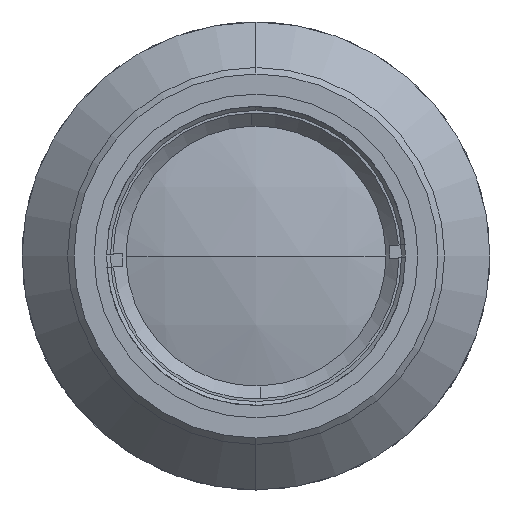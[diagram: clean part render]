
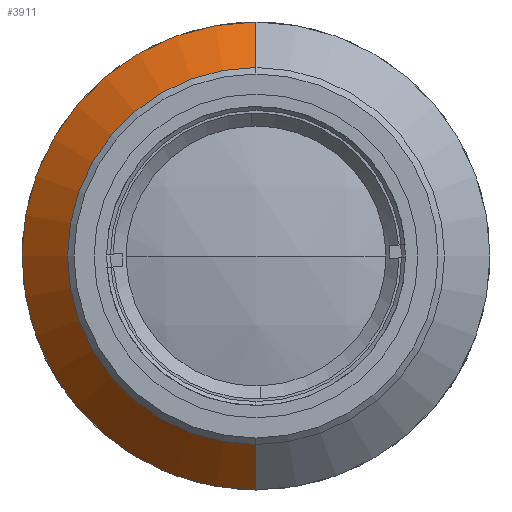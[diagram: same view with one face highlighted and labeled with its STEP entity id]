
A CAD part, left-side view. The second image highlights one B-rep face of the part: STEP entity #3911.
In plain terms, the highlighted conical face has half-angle 45 degrees and reference radius 18 mm.
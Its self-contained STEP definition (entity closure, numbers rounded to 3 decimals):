
#169 = EDGE_CURVE ( 'NONE', #960, #3683, #4805, .T. ) ;
#219 = DIRECTION ( 'NONE',  ( 0., 0., -1. ) ) ;
#281 = CARTESIAN_POINT ( 'NONE',  ( 23.499, 0., -18. ) ) ;
#370 = VERTEX_POINT ( 'NONE', #3257 ) ;
#393 = VERTEX_POINT ( 'NONE', #2415 ) ;
#648 = ORIENTED_EDGE ( 'NONE', *, *, #1191, .F. ) ;
#895 = FACE_OUTER_BOUND ( 'NONE', #1340, .T. ) ;
#960 = VERTEX_POINT ( 'NONE', #2301 ) ;
#1191 = EDGE_CURVE ( 'NONE', #393, #960, #2006, .T. ) ;
#1340 = EDGE_LOOP ( 'NONE', ( #648, #4568, #4587, #3240 ) ) ;
#1400 = DIRECTION ( 'NONE',  ( 0.707, 0., -0.707 ) ) ;
#1444 = DIRECTION ( 'NONE',  ( 0.707, 0., 0.707 ) ) ;
#1580 = AXIS2_PLACEMENT_3D ( 'NONE', #2736, #1987, #3509 ) ;
#1751 = CONICAL_SURFACE ( 'NONE', #1916, 18., 0.785 ) ;
#1762 = DIRECTION ( 'NONE',  ( 1., 0., 0. ) ) ;
#1824 = CARTESIAN_POINT ( 'NONE',  ( 19.999, 0., 0. ) ) ;
#1916 = AXIS2_PLACEMENT_3D ( 'NONE', #2486, #1762, #219 ) ;
#1987 = DIRECTION ( 'NONE',  ( -1., 0., 0. ) ) ;
#2006 = CIRCLE ( 'NONE', #2476, 14.5 ) ;
#2193 = CARTESIAN_POINT ( 'NONE',  ( 23.499, 0., -18. ) ) ;
#2196 = DIRECTION ( 'NONE',  ( -1., 0., 0. ) ) ;
#2301 = CARTESIAN_POINT ( 'NONE',  ( 19.999, 0., -14.5 ) ) ;
#2415 = CARTESIAN_POINT ( 'NONE',  ( 19.999, 0., 14.5 ) ) ;
#2476 = AXIS2_PLACEMENT_3D ( 'NONE', #1824, #2196, #2974 ) ;
#2486 = CARTESIAN_POINT ( 'NONE',  ( 23.499, 0., 0. ) ) ;
#2614 = EDGE_CURVE ( 'NONE', #393, #370, #3392, .T. ) ;
#2736 = CARTESIAN_POINT ( 'NONE',  ( 23.499, 0., 0. ) ) ;
#2739 = EDGE_CURVE ( 'NONE', #370, #3683, #4356, .T. ) ;
#2974 = DIRECTION ( 'NONE',  ( 0., 0., 1. ) ) ;
#3240 = ORIENTED_EDGE ( 'NONE', *, *, #169, .F. ) ;
#3257 = CARTESIAN_POINT ( 'NONE',  ( 23.499, 0., 18. ) ) ;
#3336 = CARTESIAN_POINT ( 'NONE',  ( 23.499, 0., 18. ) ) ;
#3392 = LINE ( 'NONE', #3336, #4834 ) ;
#3509 = DIRECTION ( 'NONE',  ( 0., 0., 1. ) ) ;
#3683 = VERTEX_POINT ( 'NONE', #2193 ) ;
#3911 = ADVANCED_FACE ( 'NONE', ( #895 ), #1751, .T. ) ;
#4356 = CIRCLE ( 'NONE', #1580, 18. ) ;
#4544 = VECTOR ( 'NONE', #1400, 1000. ) ;
#4568 = ORIENTED_EDGE ( 'NONE', *, *, #2614, .T. ) ;
#4587 = ORIENTED_EDGE ( 'NONE', *, *, #2739, .T. ) ;
#4805 = LINE ( 'NONE', #281, #4544 ) ;
#4834 = VECTOR ( 'NONE', #1444, 1000. ) ;
